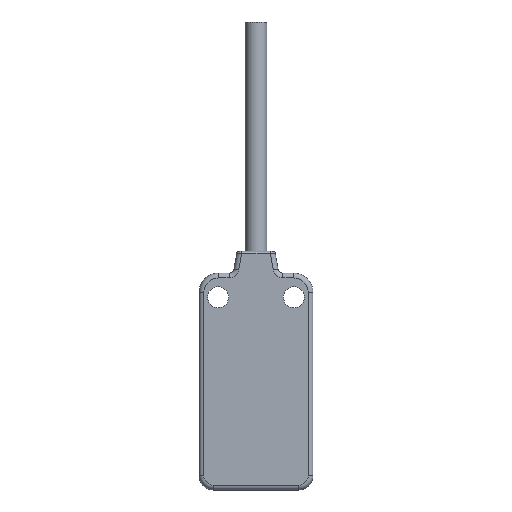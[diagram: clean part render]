
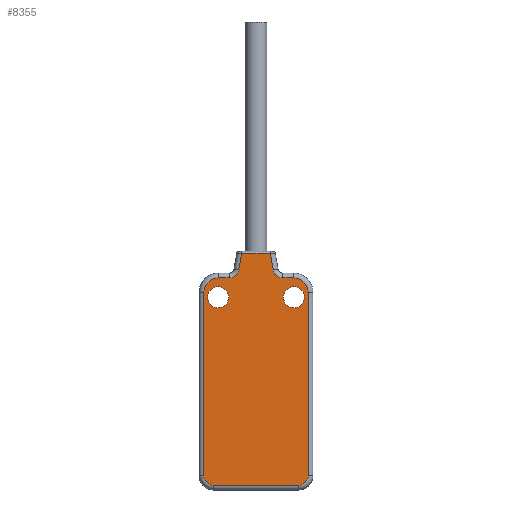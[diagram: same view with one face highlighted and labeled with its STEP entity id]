
A CAD part, front view. The second image highlights one B-rep face of the part: STEP entity #8355.
In plain terms, the highlighted planar face has unit normal (0, -1, 0).
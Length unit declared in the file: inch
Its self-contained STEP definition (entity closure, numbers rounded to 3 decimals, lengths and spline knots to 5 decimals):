
#254=CARTESIAN_POINT('',(0.12522,0.,0.02));
#255=DIRECTION('',(0.,1.,0.));
#256=DIRECTION('',(0.985,0.,-0.174));
#257=AXIS2_PLACEMENT_3D('',#254,#255,#256);
#269=CARTESIAN_POINT('',(0.079,0.,-0.1));
#270=DIRECTION('',(0.,1.,0.));
#271=DIRECTION('',(1.,0.,0.));
#272=AXIS2_PLACEMENT_3D('',#269,#270,#271);
#274=CARTESIAN_POINT('',(0.079,0.,-0.1));
#275=DIRECTION('',(0.,1.,0.));
#276=DIRECTION('',(-1.,0.,0.));
#277=AXIS2_PLACEMENT_3D('',#274,#275,#276);
#279=CARTESIAN_POINT('',(0.393,0.,-0.1));
#280=DIRECTION('',(0.,1.,0.));
#281=DIRECTION('',(1.,0.,0.));
#282=AXIS2_PLACEMENT_3D('',#279,#280,#281);
#284=CARTESIAN_POINT('',(0.393,0.,-0.1));
#285=DIRECTION('',(0.,1.,0.));
#286=DIRECTION('',(-1.,0.,0.));
#287=AXIS2_PLACEMENT_3D('',#284,#285,#286);
#293=DIRECTION('',(1.,0.,0.));
#294=VECTOR('',#293,0.11847);
#295=CARTESIAN_POINT('',(0.17677,0.,0.082));
#296=LINE('',#295,#294);
#1635=DIRECTION('',(-1.,0.,0.));
#1636=VECTOR('',#1635,0.04522);
#1637=CARTESIAN_POINT('',(0.12522,0.,-0.02));
#1638=LINE('',#1637,#1636);
#1648=CARTESIAN_POINT('',(0.08,0.,-0.08));
#1649=DIRECTION('',(0.,-1.,0.));
#1650=DIRECTION('',(0.,0.,1.));
#1651=AXIS2_PLACEMENT_3D('',#1648,#1649,#1650);
#1663=DIRECTION('',(0.,0.,-1.));
#1664=VECTOR('',#1663,0.758);
#1665=CARTESIAN_POINT('',(0.02,0.,-0.08));
#1666=LINE('',#1665,#1664);
#1676=CARTESIAN_POINT('',(0.06,0.,-0.838));
#1677=DIRECTION('',(0.,-1.,0.));
#1678=DIRECTION('',(-1.,0.,0.));
#1679=AXIS2_PLACEMENT_3D('',#1676,#1677,#1678);
#1691=DIRECTION('',(1.,0.,0.));
#1692=VECTOR('',#1691,0.352);
#1693=CARTESIAN_POINT('',(0.06,0.,-0.878));
#1694=LINE('',#1693,#1692);
#1704=CARTESIAN_POINT('',(0.412,0.,-0.838));
#1705=DIRECTION('',(0.,-1.,0.));
#1706=DIRECTION('',(0.,0.,-1.));
#1707=AXIS2_PLACEMENT_3D('',#1704,#1705,#1706);
#1719=DIRECTION('',(0.,0.,1.));
#1720=VECTOR('',#1719,0.758);
#1721=CARTESIAN_POINT('',(0.452,0.,-0.838));
#1722=LINE('',#1721,#1720);
#1732=CARTESIAN_POINT('',(0.392,0.,-0.08));
#1733=DIRECTION('',(0.,-1.,0.));
#1734=DIRECTION('',(1.,0.,0.));
#1735=AXIS2_PLACEMENT_3D('',#1732,#1733,#1734);
#1747=DIRECTION('',(-1.,0.,0.));
#1748=VECTOR('',#1747,0.04522);
#1749=CARTESIAN_POINT('',(0.392,0.,-0.02));
#1750=LINE('',#1749,#1748);
#1760=CARTESIAN_POINT('',(0.34678,0.,0.02));
#1761=DIRECTION('',(0.,1.,0.));
#1762=DIRECTION('',(0.,0.,-1.));
#1763=AXIS2_PLACEMENT_3D('',#1760,#1761,#1762);
#1784=DIRECTION('',(-0.174,0.,0.985));
#1785=VECTOR('',#1784,0.07001);
#1786=CARTESIAN_POINT('',(0.30739,0.,0.01305));
#1787=LINE('',#1786,#1785);
#2101=CARTESIAN_POINT('',(0.17677,0.,0.082));
#2108=DIRECTION('',(-0.174,0.,-0.985));
#2109=VECTOR('',#2108,0.07001);
#2110=CARTESIAN_POINT('',(0.17677,0.,0.082));
#2111=LINE('',#2110,#2109);
#6842=CARTESIAN_POINT('',(0.1225,0.,-0.1));
#6843=CARTESIAN_POINT('',(0.0355,0.,-0.1));
#6844=VERTEX_POINT('',#6842);
#6845=VERTEX_POINT('',#6843);
#6846=CARTESIAN_POINT('',(0.4365,0.,-0.1));
#6847=CARTESIAN_POINT('',(0.3495,0.,-0.1));
#6848=VERTEX_POINT('',#6846);
#6849=VERTEX_POINT('',#6847);
#6858=CARTESIAN_POINT('',(0.34678,0.,-0.02));
#6859=CARTESIAN_POINT('',(0.30739,0.,0.01305));
#6860=VERTEX_POINT('',#6858);
#6861=VERTEX_POINT('',#6859);
#6866=CARTESIAN_POINT('',(0.392,0.,-0.02));
#6867=VERTEX_POINT('',#6866);
#6870=CARTESIAN_POINT('',(0.452,0.,-0.08));
#6871=VERTEX_POINT('',#6870);
#6874=CARTESIAN_POINT('',(0.452,0.,-0.838));
#6875=VERTEX_POINT('',#6874);
#6878=CARTESIAN_POINT('',(0.412,0.,-0.878));
#6879=VERTEX_POINT('',#6878);
#6882=CARTESIAN_POINT('',(0.06,0.,-0.878));
#6883=VERTEX_POINT('',#6882);
#6886=CARTESIAN_POINT('',(0.02,0.,-0.838));
#6887=VERTEX_POINT('',#6886);
#6890=CARTESIAN_POINT('',(0.02,0.,-0.08));
#6891=VERTEX_POINT('',#6890);
#6894=CARTESIAN_POINT('',(0.08,0.,-0.02));
#6895=VERTEX_POINT('',#6894);
#6898=CARTESIAN_POINT('',(0.12522,0.,-0.02));
#6899=VERTEX_POINT('',#6898);
#6902=CARTESIAN_POINT('',(0.16461,0.,0.01305));
#6903=VERTEX_POINT('',#6902);
#6909=VERTEX_POINT('',#2101);
#6912=CARTESIAN_POINT('',(0.29523,0.,0.082));
#6913=VERTEX_POINT('',#6912);
#8309=CARTESIAN_POINT('',(0.,0.,0.));
#8310=DIRECTION('',(0.,1.,0.));
#8311=DIRECTION('',(1.,0.,0.));
#8312=AXIS2_PLACEMENT_3D('',#8309,#8310,#8311);
#8313=PLANE('',#8312);
#8315=ORIENTED_EDGE('',*,*,#8314,.T.);
#8317=ORIENTED_EDGE('',*,*,#8316,.F.);
#8319=ORIENTED_EDGE('',*,*,#8318,.F.);
#8321=ORIENTED_EDGE('',*,*,#8320,.F.);
#8323=ORIENTED_EDGE('',*,*,#8322,.F.);
#8325=ORIENTED_EDGE('',*,*,#8324,.F.);
#8327=ORIENTED_EDGE('',*,*,#8326,.F.);
#8329=ORIENTED_EDGE('',*,*,#8328,.F.);
#8331=ORIENTED_EDGE('',*,*,#8330,.F.);
#8333=ORIENTED_EDGE('',*,*,#8332,.F.);
#8335=ORIENTED_EDGE('',*,*,#8334,.F.);
#8337=ORIENTED_EDGE('',*,*,#8336,.F.);
#8338=ORIENTED_EDGE('',*,*,#8299,.F.);
#8340=ORIENTED_EDGE('',*,*,#8339,.F.);
#8341=EDGE_LOOP('',(#8315,#8317,#8319,#8321,#8323,#8325,#8327,#8329,#8331,#8333,
#8335,#8337,#8338,#8340));
#8342=FACE_OUTER_BOUND('',#8341,.F.);
#8344=ORIENTED_EDGE('',*,*,#8343,.F.);
#8346=ORIENTED_EDGE('',*,*,#8345,.F.);
#8347=EDGE_LOOP('',(#8344,#8346));
#8348=FACE_BOUND('',#8347,.F.);
#8350=ORIENTED_EDGE('',*,*,#8349,.F.);
#8352=ORIENTED_EDGE('',*,*,#8351,.F.);
#8353=EDGE_LOOP('',(#8350,#8352));
#8354=FACE_BOUND('',#8353,.F.);
#8355=ADVANCED_FACE('',(#8342,#8348,#8354),#8313,.F.);
#258=CIRCLE('',#257,0.04);
#273=CIRCLE('',#272,0.0435);
#278=CIRCLE('',#277,0.0435);
#283=CIRCLE('',#282,0.0435);
#288=CIRCLE('',#287,0.0435);
#1652=CIRCLE('',#1651,0.06);
#1680=CIRCLE('',#1679,0.04);
#1708=CIRCLE('',#1707,0.04);
#1736=CIRCLE('',#1735,0.06);
#1764=CIRCLE('',#1763,0.04);
#8299=EDGE_CURVE('',#6903,#6899,#258,.T.);
#8314=EDGE_CURVE('',#6909,#6913,#296,.T.);
#8316=EDGE_CURVE('',#6861,#6913,#1787,.T.);
#8318=EDGE_CURVE('',#6860,#6861,#1764,.T.);
#8320=EDGE_CURVE('',#6867,#6860,#1750,.T.);
#8322=EDGE_CURVE('',#6871,#6867,#1736,.T.);
#8324=EDGE_CURVE('',#6875,#6871,#1722,.T.);
#8326=EDGE_CURVE('',#6879,#6875,#1708,.T.);
#8328=EDGE_CURVE('',#6883,#6879,#1694,.T.);
#8330=EDGE_CURVE('',#6887,#6883,#1680,.T.);
#8332=EDGE_CURVE('',#6891,#6887,#1666,.T.);
#8334=EDGE_CURVE('',#6895,#6891,#1652,.T.);
#8336=EDGE_CURVE('',#6899,#6895,#1638,.T.);
#8339=EDGE_CURVE('',#6909,#6903,#2111,.T.);
#8343=EDGE_CURVE('',#6844,#6845,#273,.T.);
#8345=EDGE_CURVE('',#6845,#6844,#278,.T.);
#8349=EDGE_CURVE('',#6848,#6849,#283,.T.);
#8351=EDGE_CURVE('',#6849,#6848,#288,.T.);
